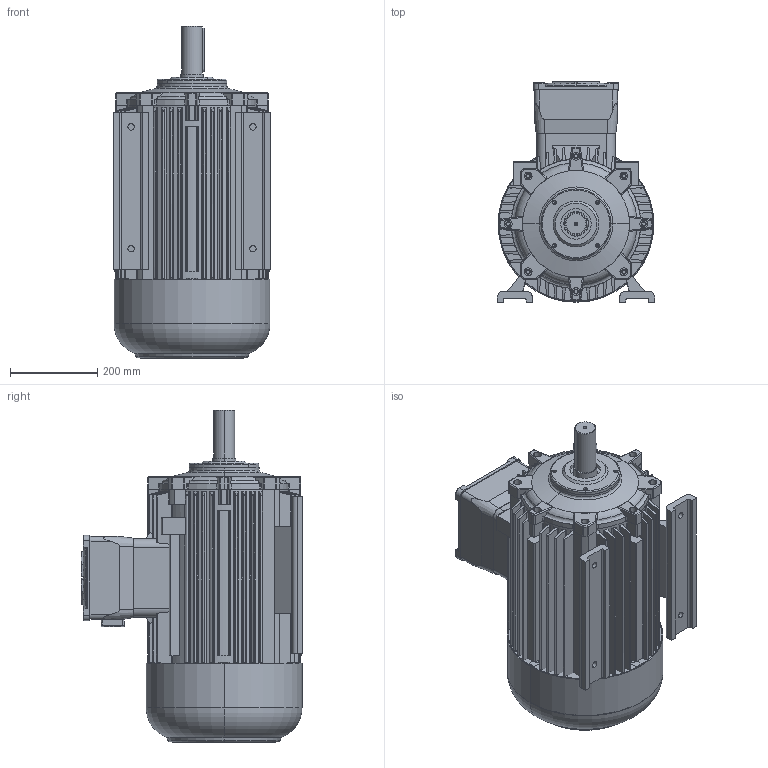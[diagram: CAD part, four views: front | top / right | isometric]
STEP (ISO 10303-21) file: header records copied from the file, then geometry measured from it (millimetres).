
FILE_DESCRIPTION (( 'STEP AP203' ), '1' );
FILE_NAME ('E3 ASA 180 Lb-4 B3.STEP', '2019-08-19T08:37:54', ( 'Mirela' ), ( '' ), 'SwSTEP 2.0', 'SolidWorks 2014', '' );
FILE_SCHEMA (( 'CONFIG_CONTROL_DESIGN' ));
Length unit declared in the file: millimetre
Products named in the file (1): E3 ASA 180 Lb-4 B3
Bounding box: 360 x 507 x 760 mm (x, y, z)
Volume: 26458072 mm3; surface area: 3433037.3 mm2
Topology: 10 solids, 11 shells, 2195 faces, 6035 edges, 3929 vertices
Faces by surface type: cylinder 1474, plane 460, cone 153, torus 54, bspline 42, sphere 12
Entity records: 78668 total; most frequent: CARTESIAN_POINT 19920, DIRECTION 12639, ORIENTED_EDGE 11958, EDGE_CURVE 5979, AXIS2_PLACEMENT_3D 5114, VERTEX_POINT 3919, EDGE_LOOP 3198, CIRCLE 2960
